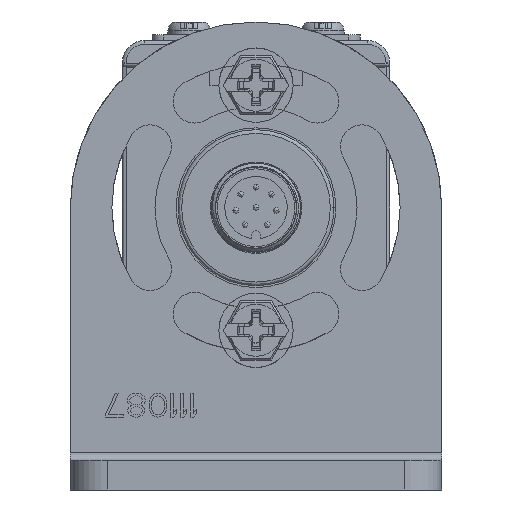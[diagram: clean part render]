
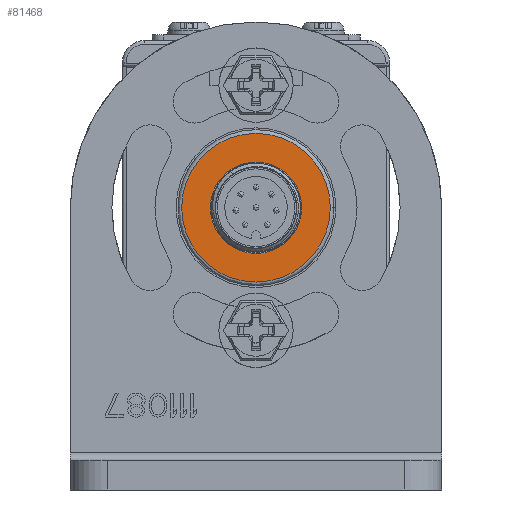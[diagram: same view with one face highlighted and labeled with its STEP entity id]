
A CAD part, front view. The second image highlights one B-rep face of the part: STEP entity #81468.
In plain terms, the highlighted planar face has unit normal (0, -1, 0).
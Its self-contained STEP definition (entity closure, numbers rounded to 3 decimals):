
#3959=CARTESIAN_POINT('',(0.,-663.,22.5));
#3960=DIRECTION('',(0.,-1.,0.));
#3961=DIRECTION('',(1.,0.,0.));
#3962=AXIS2_PLACEMENT_3D('',#3959,#3960,#3961);
#3974=CARTESIAN_POINT('',(0.,-663.,22.5));
#3975=DIRECTION('',(0.,-1.,0.));
#3976=DIRECTION('',(1.,0.,0.));
#3977=AXIS2_PLACEMENT_3D('',#3974,#3975,#3976);
#3979=CARTESIAN_POINT('',(0.,-663.,22.5));
#3980=DIRECTION('',(0.,-1.,0.));
#3981=DIRECTION('',(-1.,0.,0.));
#3982=AXIS2_PLACEMENT_3D('',#3979,#3980,#3981);
#3984=CARTESIAN_POINT('',(0.,-663.,22.5));
#3985=DIRECTION('',(0.,-1.,0.));
#3986=DIRECTION('',(-1.,0.,0.));
#3987=AXIS2_PLACEMENT_3D('',#3984,#3985,#3986);
#72874=CARTESIAN_POINT('',(6.15,-663.,22.5));
#72875=CARTESIAN_POINT('',(-6.15,-663.,22.5));
#72876=VERTEX_POINT('',#72874);
#72877=VERTEX_POINT('',#72875);
#72994=CARTESIAN_POINT('',(10.,-663.,22.5));
#72995=CARTESIAN_POINT('',(-10.,-663.,22.5));
#72996=VERTEX_POINT('',#72994);
#72997=VERTEX_POINT('',#72995);
#81452=CARTESIAN_POINT('',(0.,-663.,0.));
#81453=DIRECTION('',(0.,-1.,0.));
#81454=DIRECTION('',(1.,0.,0.));
#81455=AXIS2_PLACEMENT_3D('',#81452,#81453,#81454);
#81456=PLANE('',#81455);
#81457=ORIENTED_EDGE('',*,*,#81442,.F.);
#81459=ORIENTED_EDGE('',*,*,#81458,.F.);
#81460=EDGE_LOOP('',(#81457,#81459));
#81461=FACE_OUTER_BOUND('',#81460,.F.);
#81463=ORIENTED_EDGE('',*,*,#81462,.T.);
#81465=ORIENTED_EDGE('',*,*,#81464,.T.);
#81466=EDGE_LOOP('',(#81463,#81465));
#81467=FACE_BOUND('',#81466,.F.);
#81468=ADVANCED_FACE('',(#81461,#81467),#81456,.T.);
#3963=CIRCLE('',#3962,10.);
#3978=CIRCLE('',#3977,6.15);
#3983=CIRCLE('',#3982,6.15);
#3988=CIRCLE('',#3987,10.);
#81442=EDGE_CURVE('',#72996,#72997,#3963,.T.);
#81458=EDGE_CURVE('',#72997,#72996,#3988,.T.);
#81462=EDGE_CURVE('',#72876,#72877,#3978,.T.);
#81464=EDGE_CURVE('',#72877,#72876,#3983,.T.);
